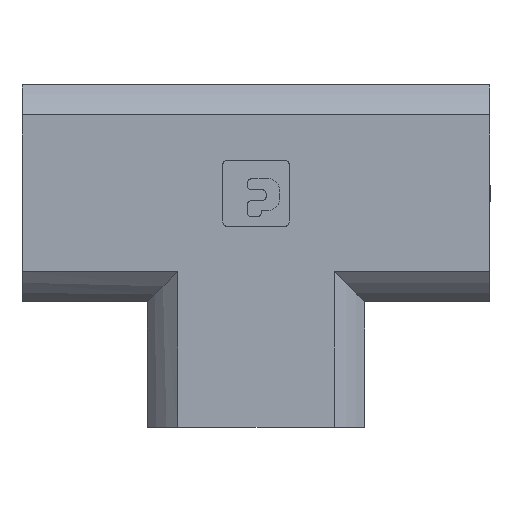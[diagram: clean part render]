
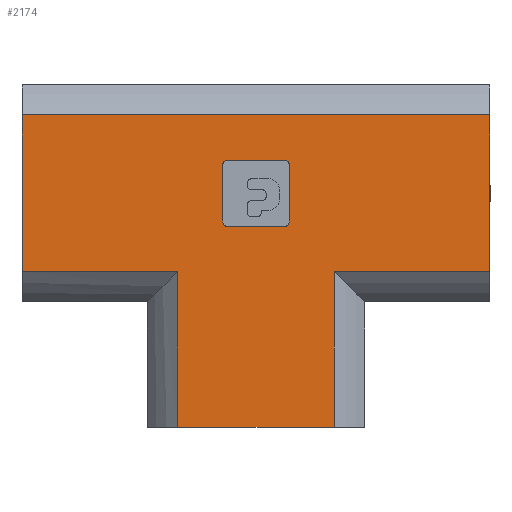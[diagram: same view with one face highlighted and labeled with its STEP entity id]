
A CAD part, front view. The second image highlights one B-rep face of the part: STEP entity #2174.
In plain terms, the highlighted planar face has unit normal (0, -1, 0).
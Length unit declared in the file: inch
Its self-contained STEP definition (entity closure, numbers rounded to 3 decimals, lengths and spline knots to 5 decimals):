
#11 = VERTEX_POINT ( 'NONE', #1262 ) ;
#22 = AXIS2_PLACEMENT_3D ( 'NONE', #550, #1117, #1276 ) ;
#59 = LINE ( 'NONE', #2343, #1713 ) ;
#66 = CARTESIAN_POINT ( 'NONE',  ( -0.065, -0.246, -0.075 ) ) ;
#76 = ORIENTED_EDGE ( 'NONE', *, *, #699, .F. ) ;
#108 = LINE ( 'NONE', #987, #227 ) ;
#126 = ORIENTED_EDGE ( 'NONE', *, *, #2122, .T. ) ;
#148 = DIRECTION ( 'NONE',  ( 0., 0., -1. ) ) ;
#197 = ORIENTED_EDGE ( 'NONE', *, *, #926, .T. ) ;
#213 = DIRECTION ( 'NONE',  ( -1., 0., 0. ) ) ;
#227 = VECTOR ( 'NONE', #1003, 39.37008 ) ;
#229 = DIRECTION ( 'NONE',  ( 0., 0., 1. ) ) ;
#234 = AXIS2_PLACEMENT_3D ( 'NONE', #2168, #1387, #1027 ) ;
#241 = CARTESIAN_POINT ( 'NONE',  ( 0.17758, -0.246, -0.17758 ) ) ;
#254 = DIRECTION ( 'NONE',  ( 1., 0., 0. ) ) ;
#259 = LINE ( 'NONE', #2086, #891 ) ;
#269 = CARTESIAN_POINT ( 'NONE',  ( 0.065, -0.246, 0.075 ) ) ;
#283 = AXIS2_PLACEMENT_3D ( 'NONE', #1365, #2316, #229 ) ;
#292 = CIRCLE ( 'NONE', #283, 0.01 ) ;
#303 = PLANE ( 'NONE',  #396 ) ;
#307 = ORIENTED_EDGE ( 'NONE', *, *, #1473, .T. ) ;
#350 = VECTOR ( 'NONE', #254, 39.37008 ) ;
#359 = CARTESIAN_POINT ( 'NONE',  ( -0.065, -0.246, 0.075 ) ) ;
#367 = EDGE_CURVE ( 'NONE', #369, #11, #59, .T. ) ;
#369 = VERTEX_POINT ( 'NONE', #241 ) ;
#379 = VECTOR ( 'NONE', #709, 39.37008 ) ;
#380 = LINE ( 'NONE', #1768, #2308 ) ;
#396 = AXIS2_PLACEMENT_3D ( 'NONE', #671, #1625, #486 ) ;
#449 = EDGE_CURVE ( 'NONE', #1915, #1575, #108, .T. ) ;
#450 = ORIENTED_EDGE ( 'NONE', *, *, #780, .T. ) ;
#451 = DIRECTION ( 'NONE',  ( 0., 0., 1. ) ) ;
#457 = ORIENTED_EDGE ( 'NONE', *, *, #501, .T. ) ;
#486 = DIRECTION ( 'NONE',  ( 0., 0., -1. ) ) ;
#493 = CARTESIAN_POINT ( 'NONE',  ( 0.53, -0.246, 0. ) ) ;
#501 = EDGE_CURVE ( 'NONE', #1552, #1915, #1166, .T. ) ;
#510 = EDGE_LOOP ( 'NONE', ( #1541, #907, #625, #76, #1221, #126, #450, #1680 ) ) ;
#512 = VERTEX_POINT ( 'NONE', #670 ) ;
#520 = VECTOR ( 'NONE', #148, 39.37008 ) ;
#548 = CARTESIAN_POINT ( 'NONE',  ( -0.075, -0.246, -0.065 ) ) ;
#550 = CARTESIAN_POINT ( 'NONE',  ( -0.065, -0.246, 0.065 ) ) ;
#557 = ORIENTED_EDGE ( 'NONE', *, *, #2195, .T. ) ;
#563 = EDGE_CURVE ( 'NONE', #1556, #817, #1743, .T. ) ;
#570 = CARTESIAN_POINT ( 'NONE',  ( 0.065, -0.246, -0.075 ) ) ;
#603 = DIRECTION ( 'NONE',  ( 1., 0., 0. ) ) ;
#625 = ORIENTED_EDGE ( 'NONE', *, *, #367, .T. ) ;
#666 = EDGE_CURVE ( 'NONE', #1124, #1556, #828, .T. ) ;
#670 = CARTESIAN_POINT ( 'NONE',  ( -0.17758, -0.246, -0.53 ) ) ;
#671 = CARTESIAN_POINT ( 'NONE',  ( 0., -0.246, -0.17758 ) ) ;
#692 = VECTOR ( 'NONE', #2398, 39.37008 ) ;
#699 = EDGE_CURVE ( 'NONE', #2151, #11, #802, .T. ) ;
#709 = DIRECTION ( 'NONE',  ( 0., 0., -1. ) ) ;
#715 = VERTEX_POINT ( 'NONE', #1109 ) ;
#732 = DIRECTION ( 'NONE',  ( 1., 0., 0. ) ) ;
#780 = EDGE_CURVE ( 'NONE', #1967, #715, #259, .T. ) ;
#802 = LINE ( 'NONE', #493, #379 ) ;
#817 = VERTEX_POINT ( 'NONE', #548 ) ;
#820 = VERTEX_POINT ( 'NONE', #359 ) ;
#828 = LINE ( 'NONE', #1835, #692 ) ;
#865 = DIRECTION ( 'NONE',  ( 1., 0., 0. ) ) ;
#880 = ORIENTED_EDGE ( 'NONE', *, *, #449, .T. ) ;
#883 = ORIENTED_EDGE ( 'NONE', *, *, #666, .T. ) ;
#891 = VECTOR ( 'NONE', #732, 39.37008 ) ;
#907 = ORIENTED_EDGE ( 'NONE', *, *, #1032, .F. ) ;
#911 = VERTEX_POINT ( 'NONE', #2121 ) ;
#919 = VECTOR ( 'NONE', #1666, 39.37008 ) ;
#926 = EDGE_CURVE ( 'NONE', #817, #1728, #1372, .T. ) ;
#942 = ORIENTED_EDGE ( 'NONE', *, *, #563, .T. ) ;
#987 = CARTESIAN_POINT ( 'NONE',  ( 0.075, -0.246, -0.17758 ) ) ;
#1003 = DIRECTION ( 'NONE',  ( 0., 0., -1. ) ) ;
#1027 = DIRECTION ( 'NONE',  ( 0., 0., 1. ) ) ;
#1032 = EDGE_CURVE ( 'NONE', #369, #1934, #1169, .T. ) ;
#1074 = CARTESIAN_POINT ( 'NONE',  ( 0.53, -0.246, 0.17758 ) ) ;
#1109 = CARTESIAN_POINT ( 'NONE',  ( -0.17758, -0.246, -0.17758 ) ) ;
#1117 = DIRECTION ( 'NONE',  ( 0., 1., 0. ) ) ;
#1124 = VERTEX_POINT ( 'NONE', #570 ) ;
#1142 = LINE ( 'NONE', #2341, #350 ) ;
#1166 = CIRCLE ( 'NONE', #2444, 0.01 ) ;
#1169 = LINE ( 'NONE', #1484, #919 ) ;
#1221 = ORIENTED_EDGE ( 'NONE', *, *, #2408, .T. ) ;
#1262 = CARTESIAN_POINT ( 'NONE',  ( 0.53, -0.246, -0.17758 ) ) ;
#1276 = DIRECTION ( 'NONE',  ( 0., 0., 1. ) ) ;
#1279 = VECTOR ( 'NONE', #865, 39.37008 ) ;
#1344 = CARTESIAN_POINT ( 'NONE',  ( 0.075, -0.246, 0.065 ) ) ;
#1365 = CARTESIAN_POINT ( 'NONE',  ( 0.065, -0.246, -0.065 ) ) ;
#1372 = LINE ( 'NONE', #1844, #2157 ) ;
#1387 = DIRECTION ( 'NONE',  ( 0., 1., 0. ) ) ;
#1426 = EDGE_LOOP ( 'NONE', ( #880, #1847, #883, #942, #197, #557, #307, #457 ) ) ;
#1473 = EDGE_CURVE ( 'NONE', #820, #1552, #1587, .T. ) ;
#1482 = CARTESIAN_POINT ( 'NONE',  ( -0.075, -0.246, 0.065 ) ) ;
#1484 = CARTESIAN_POINT ( 'NONE',  ( 0.17758, -0.246, 0. ) ) ;
#1504 = VECTOR ( 'NONE', #213, 39.37008 ) ;
#1515 = EDGE_CURVE ( 'NONE', #715, #512, #380, .T. ) ;
#1524 = EDGE_CURVE ( 'NONE', #512, #1934, #1142, .T. ) ;
#1541 = ORIENTED_EDGE ( 'NONE', *, *, #1524, .T. ) ;
#1552 = VERTEX_POINT ( 'NONE', #269 ) ;
#1556 = VERTEX_POINT ( 'NONE', #66 ) ;
#1575 = VERTEX_POINT ( 'NONE', #1604 ) ;
#1587 = LINE ( 'NONE', #2029, #1279 ) ;
#1589 = FACE_OUTER_BOUND ( 'NONE', #510, .T. ) ;
#1604 = CARTESIAN_POINT ( 'NONE',  ( 0.075, -0.246, -0.065 ) ) ;
#1618 = CARTESIAN_POINT ( 'NONE',  ( 0.065, -0.246, 0.065 ) ) ;
#1625 = DIRECTION ( 'NONE',  ( 0., -1., 0. ) ) ;
#1633 = CARTESIAN_POINT ( 'NONE',  ( -0.53, -0.246, 0. ) ) ;
#1666 = DIRECTION ( 'NONE',  ( 0., 0., -1. ) ) ;
#1680 = ORIENTED_EDGE ( 'NONE', *, *, #1515, .T. ) ;
#1713 = VECTOR ( 'NONE', #603, 39.37008 ) ;
#1728 = VERTEX_POINT ( 'NONE', #1482 ) ;
#1743 = CIRCLE ( 'NONE', #234, 0.01 ) ;
#1758 = CARTESIAN_POINT ( 'NONE',  ( -0.53, -0.246, -0.17758 ) ) ;
#1768 = CARTESIAN_POINT ( 'NONE',  ( -0.17758, -0.246, -0.17758 ) ) ;
#1804 = FACE_BOUND ( 'NONE', #1426, .T. ) ;
#1809 = DIRECTION ( 'NONE',  ( 0., 1., 0. ) ) ;
#1835 = CARTESIAN_POINT ( 'NONE',  ( 0., -0.246, -0.075 ) ) ;
#1844 = CARTESIAN_POINT ( 'NONE',  ( -0.075, -0.246, -0.17758 ) ) ;
#1847 = ORIENTED_EDGE ( 'NONE', *, *, #1936, .T. ) ;
#1860 = LINE ( 'NONE', #1633, #520 ) ;
#1915 = VERTEX_POINT ( 'NONE', #1344 ) ;
#1928 = CARTESIAN_POINT ( 'NONE',  ( 0., -0.246, 0.17758 ) ) ;
#1934 = VERTEX_POINT ( 'NONE', #2303 ) ;
#1936 = EDGE_CURVE ( 'NONE', #1575, #1124, #292, .T. ) ;
#1967 = VERTEX_POINT ( 'NONE', #1758 ) ;
#2009 = LINE ( 'NONE', #1928, #1504 ) ;
#2029 = CARTESIAN_POINT ( 'NONE',  ( 0., -0.246, 0.075 ) ) ;
#2086 = CARTESIAN_POINT ( 'NONE',  ( 0., -0.246, -0.17758 ) ) ;
#2121 = CARTESIAN_POINT ( 'NONE',  ( -0.53, -0.246, 0.17758 ) ) ;
#2122 = EDGE_CURVE ( 'NONE', #911, #1967, #1860, .T. ) ;
#2151 = VERTEX_POINT ( 'NONE', #1074 ) ;
#2157 = VECTOR ( 'NONE', #2440, 39.37008 ) ;
#2168 = CARTESIAN_POINT ( 'NONE',  ( -0.065, -0.246, -0.065 ) ) ;
#2174 = ADVANCED_FACE ( 'NONE', ( #1804, #1589 ), #303, .T. ) ;
#2195 = EDGE_CURVE ( 'NONE', #1728, #820, #2217, .T. ) ;
#2217 = CIRCLE ( 'NONE', #22, 0.01 ) ;
#2303 = CARTESIAN_POINT ( 'NONE',  ( 0.17758, -0.246, -0.53 ) ) ;
#2308 = VECTOR ( 'NONE', #2367, 39.37008 ) ;
#2316 = DIRECTION ( 'NONE',  ( 0., 1., 0. ) ) ;
#2341 = CARTESIAN_POINT ( 'NONE',  ( 0., -0.246, -0.53 ) ) ;
#2343 = CARTESIAN_POINT ( 'NONE',  ( 0., -0.246, -0.17758 ) ) ;
#2367 = DIRECTION ( 'NONE',  ( 0., 0., -1. ) ) ;
#2398 = DIRECTION ( 'NONE',  ( -1., 0., 0. ) ) ;
#2408 = EDGE_CURVE ( 'NONE', #2151, #911, #2009, .T. ) ;
#2440 = DIRECTION ( 'NONE',  ( 0., 0., 1. ) ) ;
#2444 = AXIS2_PLACEMENT_3D ( 'NONE', #1618, #1809, #451 ) ;
